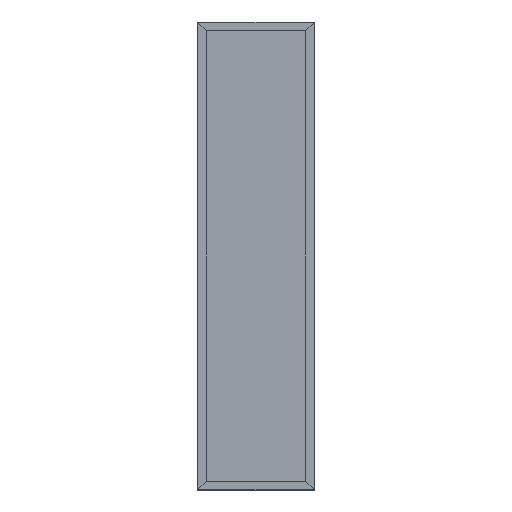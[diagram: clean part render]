
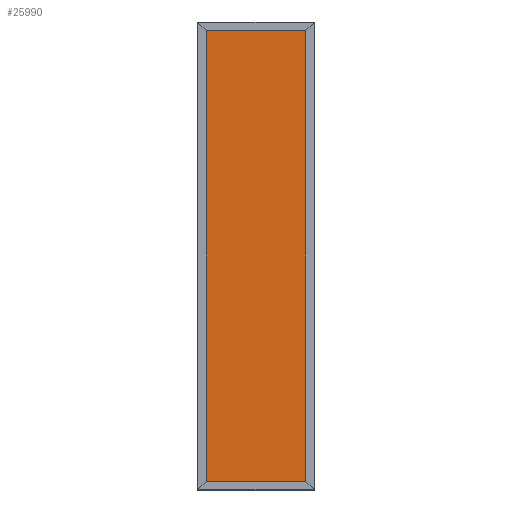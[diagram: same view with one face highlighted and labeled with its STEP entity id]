
A CAD part, front view. The second image highlights one B-rep face of the part: STEP entity #25990.
In plain terms, the highlighted planar face has unit normal (0, -1, 0).
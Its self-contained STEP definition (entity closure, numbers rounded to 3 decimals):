
#1237 = LINE ( 'NONE', #19234, #26729 ) ;
#2381 = PLANE ( 'NONE',  #15643 ) ;
#4588 = VERTEX_POINT ( 'NONE', #6999 ) ;
#4707 = DIRECTION ( 'NONE',  ( 0., 1., 0. ) ) ;
#6836 = CARTESIAN_POINT ( 'NONE',  ( -137., 2.298, -587. ) ) ;
#6999 = CARTESIAN_POINT ( 'NONE',  ( -137., 2.298, 587. ) ) ;
#8410 = VECTOR ( 'NONE', #21142, 1000. ) ;
#8504 = EDGE_LOOP ( 'NONE', ( #13913, #22885, #14706, #24056 ) ) ;
#8732 = VERTEX_POINT ( 'NONE', #10920 ) ;
#9148 = EDGE_CURVE ( 'NONE', #19213, #28109, #1237, .T. ) ;
#10920 = CARTESIAN_POINT ( 'NONE',  ( 137., 2.298, 587. ) ) ;
#11289 = LINE ( 'NONE', #26788, #23608 ) ;
#11870 = FACE_OUTER_BOUND ( 'NONE', #8504, .T. ) ;
#13016 = VECTOR ( 'NONE', #19681, 1000. ) ;
#13583 = CARTESIAN_POINT ( 'NONE',  ( -137., 2.298, -587. ) ) ;
#13913 = ORIENTED_EDGE ( 'NONE', *, *, #14018, .F. ) ;
#14018 = EDGE_CURVE ( 'NONE', #8732, #19213, #28295, .T. ) ;
#14706 = ORIENTED_EDGE ( 'NONE', *, *, #23277, .F. ) ;
#15349 = CARTESIAN_POINT ( 'NONE',  ( 137., 2.298, -587. ) ) ;
#15643 = AXIS2_PLACEMENT_3D ( 'NONE', #18155, #4707, #18426 ) ;
#18155 = CARTESIAN_POINT ( 'NONE',  ( 0., 2.298, 0. ) ) ;
#18426 = DIRECTION ( 'NONE',  ( 1., 0., 0. ) ) ;
#19213 = VERTEX_POINT ( 'NONE', #15349 ) ;
#19234 = CARTESIAN_POINT ( 'NONE',  ( -137., 2.298, -587. ) ) ;
#19681 = DIRECTION ( 'NONE',  ( 0., 0., -1. ) ) ;
#21142 = DIRECTION ( 'NONE',  ( 0., 0., 1. ) ) ;
#22885 = ORIENTED_EDGE ( 'NONE', *, *, #27086, .F. ) ;
#23277 = EDGE_CURVE ( 'NONE', #28109, #4588, #26887, .T. ) ;
#23608 = VECTOR ( 'NONE', #24308, 1000. ) ;
#24056 = ORIENTED_EDGE ( 'NONE', *, *, #9148, .F. ) ;
#24308 = DIRECTION ( 'NONE',  ( 1., 0., 0. ) ) ;
#25990 = ADVANCED_FACE ( 'NONE', ( #11870 ), #2381, .F. ) ;
#26122 = CARTESIAN_POINT ( 'NONE',  ( 137., 2.298, -587. ) ) ;
#26729 = VECTOR ( 'NONE', #28129, 1000. ) ;
#26788 = CARTESIAN_POINT ( 'NONE',  ( -137., 2.298, 587. ) ) ;
#26887 = LINE ( 'NONE', #13583, #8410 ) ;
#27086 = EDGE_CURVE ( 'NONE', #4588, #8732, #11289, .T. ) ;
#28109 = VERTEX_POINT ( 'NONE', #6836 ) ;
#28129 = DIRECTION ( 'NONE',  ( -1., 0., 0. ) ) ;
#28295 = LINE ( 'NONE', #26122, #13016 ) ;
